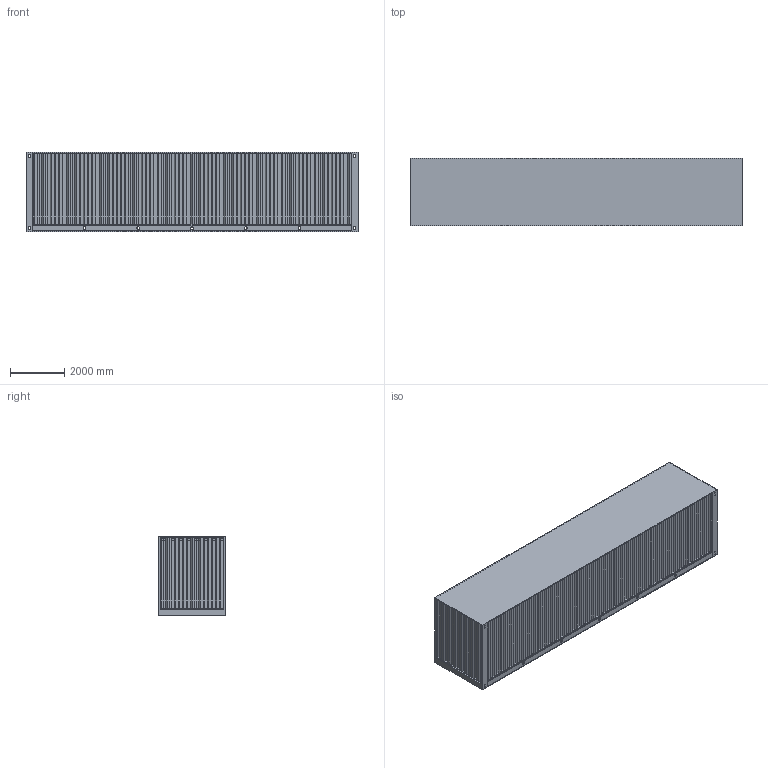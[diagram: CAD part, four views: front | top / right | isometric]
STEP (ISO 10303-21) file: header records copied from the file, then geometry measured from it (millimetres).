
FILE_DESCRIPTION( ( '' ), ' ' );
FILE_NAME( '59f90d7f198fd80f13d075f6.step', '2017-10-31T23:55:43', ( '' ), ( '' ), ' ', ' ', ' ' );
FILE_SCHEMA( ( 'AUTOMOTIVE_DESIGN { 1 0 10303 214 1 1 1 1 }' ) );
Length unit declared in the file: metre
Products named in the file (1): Part 1
Bounding box: 12242.8 x 2489.2 x 2921 mm (x, y, z)
Volume: 78443793891.7 mm3; surface area: 181091839 mm2
Topology: 1 solids, 1 shells, 670 faces, 1710 edges, 1120 vertices
Faces by surface type: plane 616, cylinder 54
Full cylindrical faces by diameter (mm): 27.94 x4, 101.6 x10
Entity records: 25236 total; most frequent: CARTESIAN_POINT 3487, ORIENTED_EDGE 3392, DIRECTION 3154, EDGE_CURVE 1696, LINE 1580, VECTOR 1580, VERTEX_POINT 1120, EDGE_LOOP 802
